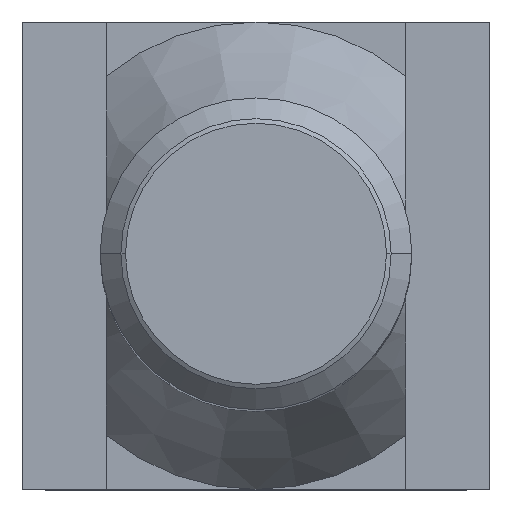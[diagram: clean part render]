
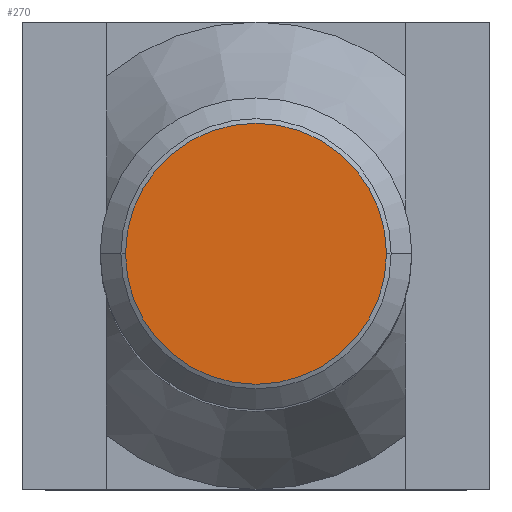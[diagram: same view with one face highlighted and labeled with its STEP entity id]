
A CAD part, top view. The second image highlights one B-rep face of the part: STEP entity #270.
In plain terms, the highlighted planar face has unit normal (0, 0, 1).
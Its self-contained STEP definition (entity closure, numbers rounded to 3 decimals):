
#270=ADVANCED_FACE('',(#540),#541,.T.);
#284=EDGE_CURVE('',#378,#318,#557,.T.);
#318=VERTEX_POINT('',#595);
#368=EDGE_CURVE('',#318,#378,#650,.T.);
#378=VERTEX_POINT('',#660);
#540=FACE_OUTER_BOUND('',#894,.T.);
#541=PLANE('',#895);
#557=CIRCLE('',#916,4.188);
#595=CARTESIAN_POINT('',(-4.188,0.,40.0));
#650=CIRCLE('',#1053,4.188);
#660=CARTESIAN_POINT('',(4.188,0.,40.0));
#894=EDGE_LOOP('',(#1237,#1238));
#895=AXIS2_PLACEMENT_3D('',#1239,#1240,#1241);
#916=AXIS2_PLACEMENT_3D('',#1264,#1265,#1266);
#1053=AXIS2_PLACEMENT_3D('',#1366,#1367,#1368);
#1237=ORIENTED_EDGE('',*,*,#284,.T.);
#1238=ORIENTED_EDGE('',*,*,#368,.T.);
#1239=CARTESIAN_POINT('',(-2.125,0.,40.0));
#1240=DIRECTION('',(0.0,0.0,1.0));
#1241=DIRECTION('',(-1.0,0.,0.0));
#1264=CARTESIAN_POINT('',(0.,0.,40.0));
#1265=DIRECTION('',(0.0,-0.0,1.0));
#1266=DIRECTION('',(1.0,0.,0.0));
#1366=CARTESIAN_POINT('',(0.,0.,40.0));
#1367=DIRECTION('',(0.0,-0.0,1.0));
#1368=DIRECTION('',(1.0,0.,0.0));
